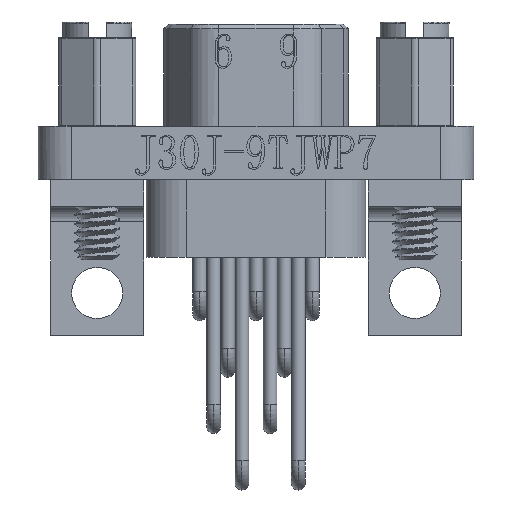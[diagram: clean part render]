
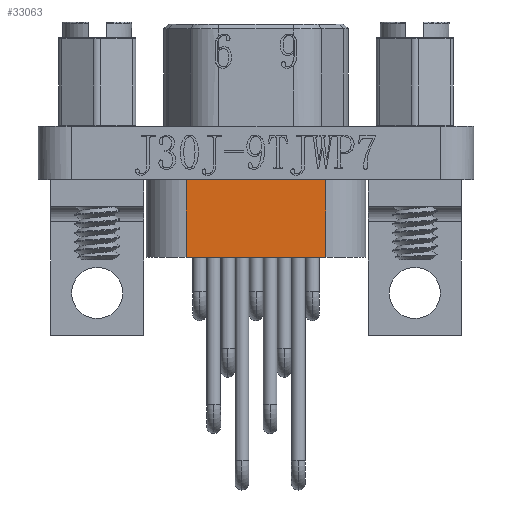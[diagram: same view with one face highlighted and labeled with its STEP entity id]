
A CAD part, front view. The second image highlights one B-rep face of the part: STEP entity #33063.
In plain terms, the highlighted planar face has unit normal (0, -1, 0).
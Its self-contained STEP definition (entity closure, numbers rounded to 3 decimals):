
#4027 = CARTESIAN_POINT ( 'NONE',  ( -3.15, -3.4, -10.49 ) ) ;
#4675 = DIRECTION ( 'NONE',  ( 0., 1., 0. ) ) ;
#5645 = VECTOR ( 'NONE', #12563, 1000. ) ;
#7527 = EDGE_LOOP ( 'NONE', ( #27030, #25999, #46567, #31505 ) ) ;
#7977 = LINE ( 'NONE', #32521, #29959 ) ;
#8479 = EDGE_CURVE ( 'NONE', #43948, #12780, #7977, .T. ) ;
#8481 = CARTESIAN_POINT ( 'NONE',  ( -3.15, -3.4, -6.99 ) ) ;
#8660 = CARTESIAN_POINT ( 'NONE',  ( 3.15, -3.4, -10.49 ) ) ;
#9285 = VECTOR ( 'NONE', #23905, 1000. ) ;
#12563 = DIRECTION ( 'NONE',  ( 0., 0., 1. ) ) ;
#12731 = VERTEX_POINT ( 'NONE', #24799 ) ;
#12780 = VERTEX_POINT ( 'NONE', #4027 ) ;
#13563 = AXIS2_PLACEMENT_3D ( 'NONE', #37215, #4675, #36985 ) ;
#15009 = VECTOR ( 'NONE', #38716, 1000. ) ;
#15762 = FACE_OUTER_BOUND ( 'NONE', #7527, .T. ) ;
#16754 = EDGE_CURVE ( 'NONE', #12780, #43594, #26972, .T. ) ;
#17053 = LINE ( 'NONE', #34283, #9285 ) ;
#17805 = EDGE_CURVE ( 'NONE', #12731, #43594, #17053, .T. ) ;
#21734 = CARTESIAN_POINT ( 'NONE',  ( -3.15, -3.4, -10.49 ) ) ;
#23771 = EDGE_CURVE ( 'NONE', #43948, #12731, #30498, .T. ) ;
#23905 = DIRECTION ( 'NONE',  ( -1., 0., 0. ) ) ;
#24799 = CARTESIAN_POINT ( 'NONE',  ( 3.15, -3.4, -6.99 ) ) ;
#25999 = ORIENTED_EDGE ( 'NONE', *, *, #16754, .F. ) ;
#26138 = PLANE ( 'NONE',  #13563 ) ;
#26972 = LINE ( 'NONE', #21734, #15009 ) ;
#27030 = ORIENTED_EDGE ( 'NONE', *, *, #17805, .T. ) ;
#29959 = VECTOR ( 'NONE', #39821, 1000. ) ;
#30498 = LINE ( 'NONE', #37555, #5645 ) ;
#31505 = ORIENTED_EDGE ( 'NONE', *, *, #23771, .T. ) ;
#32521 = CARTESIAN_POINT ( 'NONE',  ( 3.15, -3.4, -10.49 ) ) ;
#33063 = ADVANCED_FACE ( 'NONE', ( #15762 ), #26138, .F. ) ;
#34283 = CARTESIAN_POINT ( 'NONE',  ( 3.15, -3.4, -6.99 ) ) ;
#36985 = DIRECTION ( 'NONE',  ( 0., 0., 1. ) ) ;
#37215 = CARTESIAN_POINT ( 'NONE',  ( 3.15, -3.4, -10.49 ) ) ;
#37555 = CARTESIAN_POINT ( 'NONE',  ( 3.15, -3.4, -10.49 ) ) ;
#38716 = DIRECTION ( 'NONE',  ( 0., 0., 1. ) ) ;
#39821 = DIRECTION ( 'NONE',  ( -1., 0., 0. ) ) ;
#43594 = VERTEX_POINT ( 'NONE', #8481 ) ;
#43948 = VERTEX_POINT ( 'NONE', #8660 ) ;
#46567 = ORIENTED_EDGE ( 'NONE', *, *, #8479, .F. ) ;
